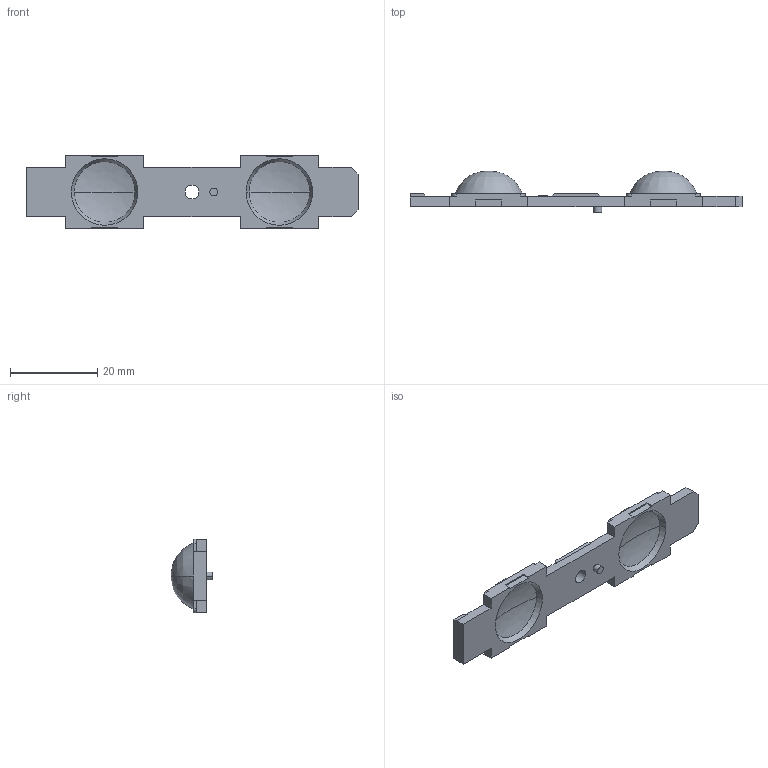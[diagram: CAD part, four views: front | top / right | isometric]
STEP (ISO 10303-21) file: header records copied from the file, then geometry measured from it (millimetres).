
FILE_DESCRIPTION((''),'2;1');
FILE_NAME('8080_1','2022-09-20T10:24:32',('Administrator'),(''),'CREO PARAMETRIC BY PTC INC, 2018020','CREO PARAMETRIC BY PTC INC, 2018020','');
FILE_SCHEMA(('CONFIG_CONTROL_DESIGN'));
Length unit declared in the file: millimetre
Products named in the file (1): 8080_1
Bounding box: 76 x 9.49 x 16.84 mm (x, y, z)
Volume: 3443.7 mm3; surface area: 2946 mm2
Topology: 1 solids, 1 shells, 198 faces, 566 edges, 372 vertices
Faces by surface type: plane 174, cylinder 12, revolution 8, cone 4
Entity records: 6428 total; most frequent: CARTESIAN_POINT 1280, ORIENTED_EDGE 1116, DIRECTION 942, EDGE_CURVE 558, VECTOR 514, LINE 514, VERTEX_POINT 372, AXIS2_PLACEMENT_3D 210
